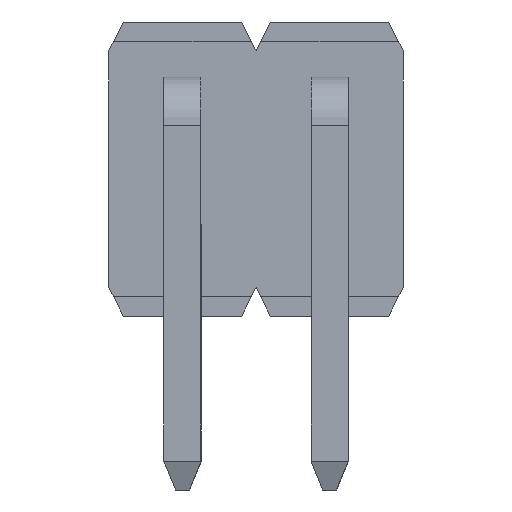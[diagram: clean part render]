
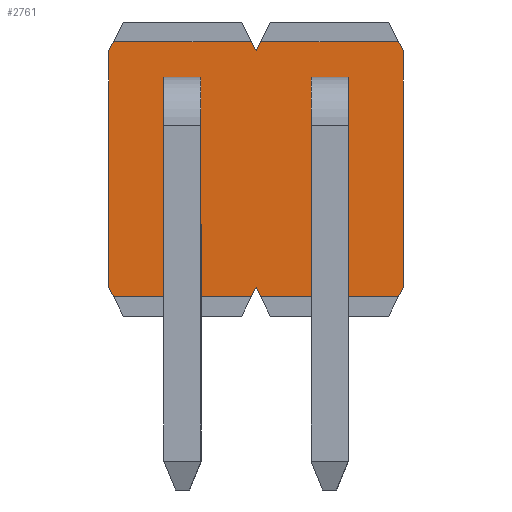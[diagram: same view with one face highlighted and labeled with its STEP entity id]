
A CAD part, front view. The second image highlights one B-rep face of the part: STEP entity #2761.
In plain terms, the highlighted face is planar.
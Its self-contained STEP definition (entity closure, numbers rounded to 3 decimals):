
#388=ORIENTED_EDGE('',*,*,#697,.T.);
#389=ORIENTED_EDGE('',*,*,#700,.T.);
#390=ORIENTED_EDGE('',*,*,#693,.T.);
#391=ORIENTED_EDGE('',*,*,#706,.T.);
#392=ORIENTED_EDGE('',*,*,#771,.T.);
#393=ORIENTED_EDGE('',*,*,#762,.T.);
#394=ORIENTED_EDGE('',*,*,#736,.F.);
#395=ORIENTED_EDGE('',*,*,#785,.T.);
#396=ORIENTED_EDGE('',*,*,#788,.F.);
#397=ORIENTED_EDGE('',*,*,#751,.T.);
#398=ORIENTED_EDGE('',*,*,#731,.T.);
#399=ORIENTED_EDGE('',*,*,#747,.T.);
#400=ORIENTED_EDGE('',*,*,#743,.T.);
#401=ORIENTED_EDGE('',*,*,#734,.T.);
#402=ORIENTED_EDGE('',*,*,#739,.T.);
#403=ORIENTED_EDGE('',*,*,#786,.F.);
#404=ORIENTED_EDGE('',*,*,#757,.T.);
#405=ORIENTED_EDGE('',*,*,#779,.F.);
#406=ORIENTED_EDGE('',*,*,#661,.F.);
#407=ORIENTED_EDGE('',*,*,#674,.F.);
#408=ORIENTED_EDGE('',*,*,#665,.F.);
#409=ORIENTED_EDGE('',*,*,#668,.F.);
#410=ORIENTED_EDGE('',*,*,#601,.F.);
#411=ORIENTED_EDGE('',*,*,#604,.F.);
#412=ORIENTED_EDGE('',*,*,#597,.F.);
#413=ORIENTED_EDGE('',*,*,#610,.F.);
#414=ORIENTED_EDGE('',*,*,#633,.F.);
#415=ORIENTED_EDGE('',*,*,#636,.F.);
#416=ORIENTED_EDGE('',*,*,#629,.F.);
#417=ORIENTED_EDGE('',*,*,#642,.F.);
#597=EDGE_CURVE('',#870,#872,#1043,.T.);
#601=EDGE_CURVE('',#875,#876,#1047,.T.);
#604=EDGE_CURVE('',#872,#875,#1050,.T.);
#610=EDGE_CURVE('',#876,#870,#1054,.T.);
#629=EDGE_CURVE('',#890,#892,#1071,.T.);
#633=EDGE_CURVE('',#895,#896,#1075,.T.);
#636=EDGE_CURVE('',#892,#895,#1078,.T.);
#642=EDGE_CURVE('',#896,#890,#1082,.T.);
#661=EDGE_CURVE('',#910,#912,#1099,.T.);
#665=EDGE_CURVE('',#915,#916,#1103,.T.);
#668=EDGE_CURVE('',#912,#915,#1106,.T.);
#674=EDGE_CURVE('',#916,#910,#1110,.T.);
#693=EDGE_CURVE('',#932,#930,#1127,.T.);
#697=EDGE_CURVE('',#936,#935,#1131,.T.);
#700=EDGE_CURVE('',#935,#932,#1134,.T.);
#706=EDGE_CURVE('',#930,#936,#1138,.T.);
#731=EDGE_CURVE('',#954,#957,#1161,.T.);
#734=EDGE_CURVE('',#958,#959,#1164,.T.);
#736=EDGE_CURVE('',#961,#962,#1166,.T.);
#739=EDGE_CURVE('',#959,#964,#1169,.T.);
#743=EDGE_CURVE('',#967,#958,#1173,.T.);
#747=EDGE_CURVE('',#957,#967,#1177,.T.);
#751=EDGE_CURVE('',#972,#954,#1181,.T.);
#757=EDGE_CURVE('',#978,#976,#1187,.T.);
#762=EDGE_CURVE('',#982,#962,#1192,.T.);
#771=EDGE_CURVE('',#987,#982,#1201,.T.);
#779=EDGE_CURVE('',#987,#976,#1209,.T.);
#785=EDGE_CURVE('',#961,#993,#1215,.T.);
#786=EDGE_CURVE('',#978,#964,#1216,.T.);
#788=EDGE_CURVE('',#972,#993,#1218,.T.);
#870=VERTEX_POINT('',#3457);
#872=VERTEX_POINT('',#3460);
#875=VERTEX_POINT('',#3467);
#876=VERTEX_POINT('',#3469);
#890=VERTEX_POINT('',#3522);
#892=VERTEX_POINT('',#3525);
#895=VERTEX_POINT('',#3532);
#896=VERTEX_POINT('',#3534);
#910=VERTEX_POINT('',#3587);
#912=VERTEX_POINT('',#3590);
#915=VERTEX_POINT('',#3597);
#916=VERTEX_POINT('',#3599);
#930=VERTEX_POINT('',#3652);
#932=VERTEX_POINT('',#3655);
#935=VERTEX_POINT('',#3662);
#936=VERTEX_POINT('',#3664);
#954=VERTEX_POINT('',#3726);
#957=VERTEX_POINT('',#3731);
#958=VERTEX_POINT('',#3735);
#959=VERTEX_POINT('',#3737);
#961=VERTEX_POINT('',#3742);
#962=VERTEX_POINT('',#3744);
#964=VERTEX_POINT('',#3750);
#967=VERTEX_POINT('',#3758);
#972=VERTEX_POINT('',#3773);
#976=VERTEX_POINT('',#3783);
#978=VERTEX_POINT('',#3786);
#982=VERTEX_POINT('',#3796);
#987=VERTEX_POINT('',#3807);
#993=VERTEX_POINT('',#3838);
#1043=LINE('',#3459,#1301);
#1047=LINE('',#3468,#1305);
#1050=LINE('',#3474,#1308);
#1054=LINE('',#3485,#1312);
#1071=LINE('',#3524,#1329);
#1075=LINE('',#3533,#1333);
#1078=LINE('',#3539,#1336);
#1082=LINE('',#3550,#1340);
#1099=LINE('',#3589,#1357);
#1103=LINE('',#3598,#1361);
#1106=LINE('',#3604,#1364);
#1110=LINE('',#3615,#1368);
#1127=LINE('',#3654,#1385);
#1131=LINE('',#3663,#1389);
#1134=LINE('',#3669,#1392);
#1138=LINE('',#3680,#1396);
#1161=LINE('',#3732,#1419);
#1164=LINE('',#3738,#1422);
#1166=LINE('',#3743,#1424);
#1169=LINE('',#3749,#1427);
#1173=LINE('',#3757,#1431);
#1177=LINE('',#3765,#1435);
#1181=LINE('',#3772,#1439);
#1187=LINE('',#3785,#1445);
#1192=LINE('',#3795,#1450);
#1201=LINE('',#3813,#1459);
#1209=LINE('',#3827,#1467);
#1215=LINE('',#3839,#1473);
#1216=LINE('',#3841,#1474);
#1218=LINE('',#3845,#1476);
#1301=VECTOR('',#2941,1000.);
#1305=VECTOR('',#2947,1000.);
#1308=VECTOR('',#2952,1000.);
#1312=VECTOR('',#2962,1000.);
#1329=VECTOR('',#3003,1000.);
#1333=VECTOR('',#3009,1000.);
#1336=VECTOR('',#3014,1000.);
#1340=VECTOR('',#3024,1000.);
#1357=VECTOR('',#3065,1000.);
#1361=VECTOR('',#3071,1000.);
#1364=VECTOR('',#3076,1000.);
#1368=VECTOR('',#3086,1000.);
#1385=VECTOR('',#3127,1000.);
#1389=VECTOR('',#3133,1000.);
#1392=VECTOR('',#3138,1000.);
#1396=VECTOR('',#3148,1000.);
#1419=VECTOR('',#3197,1000.);
#1422=VECTOR('',#3202,1000.);
#1424=VECTOR('',#3206,1000.);
#1427=VECTOR('',#3211,1000.);
#1431=VECTOR('',#3217,1000.);
#1435=VECTOR('',#3223,1000.);
#1439=VECTOR('',#3229,1000.);
#1445=VECTOR('',#3237,1000.);
#1450=VECTOR('',#3244,1000.);
#1459=VECTOR('',#3255,1000.);
#1467=VECTOR('',#3271,1000.);
#1473=VECTOR('',#3285,1000.);
#1474=VECTOR('',#3288,1000.);
#1476=VECTOR('',#3294,1000.);
#1631=EDGE_LOOP('',(#388,#389,#390,#391));
#1632=EDGE_LOOP('',(#392,#393,#394,#395,#396,#397,#398,#399,#400,#401,#402,
#403,#404,#405));
#1633=EDGE_LOOP('',(#406,#407,#408,#409));
#1634=EDGE_LOOP('',(#410,#411,#412,#413));
#1635=EDGE_LOOP('',(#414,#415,#416,#417));
#1751=FACE_BOUND('',#1631,.T.);
#1752=FACE_BOUND('',#1632,.T.);
#1753=FACE_BOUND('',#1633,.T.);
#1754=FACE_BOUND('',#1634,.T.);
#1755=FACE_BOUND('',#1635,.T.);
#1863=PLANE('',#2896);
#2761=ADVANCED_FACE('',(#1751,#1752,#1753,#1754,#1755),#1863,.T.);
#2896=AXIS2_PLACEMENT_3D('',#3844,#3292,#3293);
#2941=DIRECTION('',(-1.,0.,0.));
#2947=DIRECTION('',(1.,0.,0.));
#2952=DIRECTION('',(0.,1.,0.));
#2962=DIRECTION('',(0.,-1.,0.));
#3003=DIRECTION('',(-1.,0.,0.));
#3009=DIRECTION('',(1.,0.,0.));
#3014=DIRECTION('',(0.,1.,0.));
#3024=DIRECTION('',(0.,-1.,0.));
#3065=DIRECTION('',(-1.,0.,0.));
#3071=DIRECTION('',(1.,0.,0.));
#3076=DIRECTION('',(0.,1.,0.));
#3086=DIRECTION('',(0.,-1.,0.));
#3127=DIRECTION('',(1.,0.,0.));
#3133=DIRECTION('',(-1.,0.,0.));
#3138=DIRECTION('',(0.,-1.,0.));
#3148=DIRECTION('',(0.,1.,0.));
#3197=DIRECTION('',(1.,0.,0.));
#3202=DIRECTION('',(1.,0.,0.));
#3206=DIRECTION('',(1.,0.,0.));
#3211=DIRECTION('',(0.447,-0.894,0.));
#3217=DIRECTION('',(0.447,0.894,0.));
#3223=DIRECTION('',(0.447,-0.894,0.));
#3229=DIRECTION('',(0.447,0.894,0.));
#3237=DIRECTION('',(-0.447,-0.894,0.));
#3244=DIRECTION('',(-0.447,-0.894,0.));
#3255=DIRECTION('',(-0.447,0.894,0.));
#3271=DIRECTION('',(1.,0.,0.));
#3285=DIRECTION('',(-0.447,0.894,0.));
#3288=DIRECTION('',(0.,1.,0.));
#3292=DIRECTION('',(0.,0.,-1.));
#3293=DIRECTION('',(0.,1.,0.));
#3294=DIRECTION('',(0.,-1.,0.));
#3457=CARTESIAN_POINT('',(-0.945,0.95,-0.77));
#3459=CARTESIAN_POINT('',(-5.08,0.95,-0.77));
#3460=CARTESIAN_POINT('',(-1.585,0.95,-0.77));
#3467=CARTESIAN_POINT('',(-1.585,1.59,-0.77));
#3468=CARTESIAN_POINT('',(-5.08,1.59,-0.77));
#3469=CARTESIAN_POINT('',(-0.945,1.59,-0.77));
#3474=CARTESIAN_POINT('',(-1.585,-2.2,-0.77));
#3485=CARTESIAN_POINT('',(-0.945,-2.2,-0.77));
#3522=CARTESIAN_POINT('',(1.595,0.95,-0.77));
#3524=CARTESIAN_POINT('',(-5.08,0.95,-0.77));
#3525=CARTESIAN_POINT('',(0.955,0.95,-0.77));
#3532=CARTESIAN_POINT('',(0.955,1.59,-0.77));
#3533=CARTESIAN_POINT('',(-5.08,1.59,-0.77));
#3534=CARTESIAN_POINT('',(1.595,1.59,-0.77));
#3539=CARTESIAN_POINT('',(0.955,-2.2,-0.77));
#3550=CARTESIAN_POINT('',(1.595,-2.2,-0.77));
#3587=CARTESIAN_POINT('',(-0.95,-1.59,-0.77));
#3589=CARTESIAN_POINT('',(-0.95,-1.59,-0.77));
#3590=CARTESIAN_POINT('',(-1.59,-1.59,-0.77));
#3597=CARTESIAN_POINT('',(-1.59,-0.95,-0.77));
#3598=CARTESIAN_POINT('',(-1.59,-0.95,-0.77));
#3599=CARTESIAN_POINT('',(-0.95,-0.95,-0.77));
#3604=CARTESIAN_POINT('',(-1.59,-1.59,-0.77));
#3615=CARTESIAN_POINT('',(-0.95,-0.95,-0.77));
#3652=CARTESIAN_POINT('',(1.59,-1.59,-0.77));
#3654=CARTESIAN_POINT('',(-5.08,-1.59,-0.77));
#3655=CARTESIAN_POINT('',(0.95,-1.59,-0.77));
#3662=CARTESIAN_POINT('',(0.95,-0.95,-0.77));
#3663=CARTESIAN_POINT('',(-5.08,-0.95,-0.77));
#3664=CARTESIAN_POINT('',(1.59,-0.95,-0.77));
#3669=CARTESIAN_POINT('',(0.95,-2.2,-0.77));
#3680=CARTESIAN_POINT('',(1.59,-2.2,-0.77));
#3726=CARTESIAN_POINT('',(-2.46,2.2,-0.77));
#3731=CARTESIAN_POINT('',(-0.08,2.2,-0.77));
#3732=CARTESIAN_POINT('',(-5.08,2.2,-0.77));
#3735=CARTESIAN_POINT('',(0.08,2.2,-0.77));
#3737=CARTESIAN_POINT('',(2.46,2.2,-0.77));
#3738=CARTESIAN_POINT('',(-5.08,2.2,-0.77));
#3742=CARTESIAN_POINT('',(-2.46,-2.2,-0.77));
#3743=CARTESIAN_POINT('',(-5.08,-2.2,-0.77));
#3744=CARTESIAN_POINT('',(-0.08,-2.2,-0.77));
#3749=CARTESIAN_POINT('',(2.29,2.54,-0.77));
#3750=CARTESIAN_POINT('',(2.54,2.04,-0.77));
#3757=CARTESIAN_POINT('',(0.,2.04,-0.77));
#3758=CARTESIAN_POINT('',(0.,2.04,-0.77));
#3765=CARTESIAN_POINT('',(-0.25,2.54,-0.77));
#3772=CARTESIAN_POINT('',(-2.54,2.04,-0.77));
#3773=CARTESIAN_POINT('',(-2.54,2.04,-0.77));
#3783=CARTESIAN_POINT('',(2.46,-2.2,-0.77));
#3785=CARTESIAN_POINT('',(2.54,-2.04,-0.77));
#3786=CARTESIAN_POINT('',(2.54,-2.04,-0.77));
#3795=CARTESIAN_POINT('',(0.,-2.04,-0.77));
#3796=CARTESIAN_POINT('',(0.,-2.04,-0.77));
#3807=CARTESIAN_POINT('',(0.08,-2.2,-0.77));
#3813=CARTESIAN_POINT('',(0.25,-2.54,-0.77));
#3827=CARTESIAN_POINT('',(-5.08,-2.2,-0.77));
#3838=CARTESIAN_POINT('',(-2.54,-2.04,-0.77));
#3839=CARTESIAN_POINT('',(-2.29,-2.54,-0.77));
#3841=CARTESIAN_POINT('',(2.54,-2.2,-0.77));
#3844=CARTESIAN_POINT('',(-5.08,-2.2,-0.77));
#3845=CARTESIAN_POINT('',(-2.54,-2.54,-0.77));
